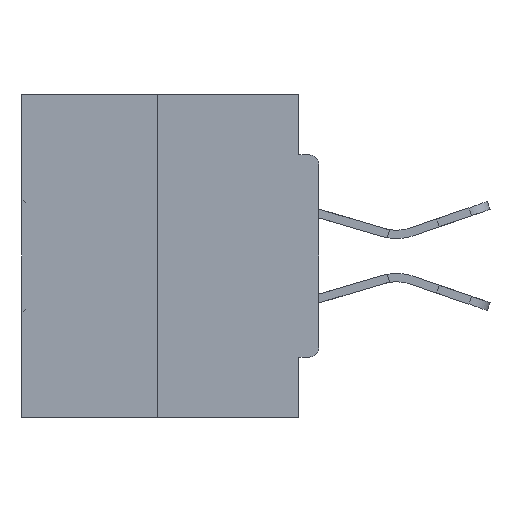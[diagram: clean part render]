
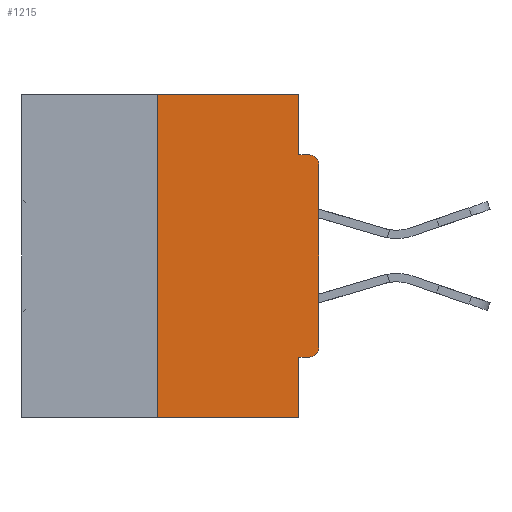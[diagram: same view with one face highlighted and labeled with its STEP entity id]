
A CAD part, left-side view. The second image highlights one B-rep face of the part: STEP entity #1215.
In plain terms, the highlighted planar face has unit normal (-1, 0, 0).
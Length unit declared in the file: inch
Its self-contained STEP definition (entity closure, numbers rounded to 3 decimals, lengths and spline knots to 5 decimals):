
#530 = EDGE_CURVE ( 'NONE', #34033, #25536, #4716, .T. ) ;
#588 = VERTEX_POINT ( 'NONE', #35863 ) ;
#1215 = ADVANCED_FACE ( 'NONE', ( #37055 ), #20466, .F. ) ;
#2158 = VECTOR ( 'NONE', #30390, 39.37008 ) ;
#2692 = EDGE_CURVE ( 'NONE', #32676, #26271, #42525, .T. ) ;
#2960 = CARTESIAN_POINT ( 'NONE',  ( 0., 0.031, 0. ) ) ;
#3250 = CARTESIAN_POINT ( 'NONE',  ( 0., 0.46, 0. ) ) ;
#3555 = DIRECTION ( 'NONE',  ( 0., 0., 1. ) ) ;
#4716 = LINE ( 'NONE', #27931, #42507 ) ;
#5020 = CARTESIAN_POINT ( 'NONE',  ( 0., 0.031, -0.0935 ) ) ;
#5107 = VECTOR ( 'NONE', #40735, 39.37008 ) ;
#6562 = DIRECTION ( 'NONE',  ( 0., 0., -1. ) ) ;
#6614 = LINE ( 'NONE', #16348, #18729 ) ;
#6923 = DIRECTION ( 'NONE',  ( 0., 0., -1. ) ) ;
#8060 = ORIENTED_EDGE ( 'NONE', *, *, #21340, .F. ) ;
#8495 = DIRECTION ( 'NONE',  ( 0., 0., -1. ) ) ;
#8642 = CIRCLE ( 'NONE', #37467, 0.015 ) ;
#8721 = LINE ( 'NONE', #31938, #32118 ) ;
#10409 = CARTESIAN_POINT ( 'NONE',  ( 0., 0., 0. ) ) ;
#10717 = LINE ( 'NONE', #30834, #2158 ) ;
#10888 = CARTESIAN_POINT ( 'NONE',  ( 0., 0.031, 0. ) ) ;
#11238 = EDGE_CURVE ( 'NONE', #11507, #19267, #8642, .T. ) ;
#11292 = CARTESIAN_POINT ( 'NONE',  ( 0., 0.031, -0.4065 ) ) ;
#11507 = VERTEX_POINT ( 'NONE', #16105 ) ;
#11714 = DIRECTION ( 'NONE',  ( 0., 0., -1. ) ) ;
#14437 = ORIENTED_EDGE ( 'NONE', *, *, #14589, .F. ) ;
#14589 = EDGE_CURVE ( 'NONE', #588, #34033, #22046, .T. ) ;
#14719 = ORIENTED_EDGE ( 'NONE', *, *, #11238, .T. ) ;
#15246 = DIRECTION ( 'NONE',  ( -1., 0., 0. ) ) ;
#15281 = EDGE_CURVE ( 'NONE', #17238, #34693, #36269, .T. ) ;
#16105 = CARTESIAN_POINT ( 'NONE',  ( 0., 0.015, -0.4065 ) ) ;
#16348 = CARTESIAN_POINT ( 'NONE',  ( 0., 0., -0.0935 ) ) ;
#16412 = EDGE_CURVE ( 'NONE', #11507, #32676, #8721, .T. ) ;
#16515 = DIRECTION ( 'NONE',  ( 1., 0., 0. ) ) ;
#17238 = VERTEX_POINT ( 'NONE', #35355 ) ;
#18430 = EDGE_CURVE ( 'NONE', #19267, #17238, #30513, .T. ) ;
#18729 = VECTOR ( 'NONE', #23634, 39.37008 ) ;
#19175 = EDGE_CURVE ( 'NONE', #25536, #27859, #40301, .T. ) ;
#19267 = VERTEX_POINT ( 'NONE', #39883 ) ;
#19428 = ORIENTED_EDGE ( 'NONE', *, *, #530, .F. ) ;
#20466 = PLANE ( 'NONE',  #21776 ) ;
#20640 = CARTESIAN_POINT ( 'NONE',  ( 0., 0.015, -0.0935 ) ) ;
#21340 = EDGE_CURVE ( 'NONE', #27859, #34693, #6614, .T. ) ;
#21661 = VECTOR ( 'NONE', #8495, 39.37008 ) ;
#21776 = AXIS2_PLACEMENT_3D ( 'NONE', #3250, #16515, #6562 ) ;
#21860 = ORIENTED_EDGE ( 'NONE', *, *, #16412, .F. ) ;
#22046 = LINE ( 'NONE', #31173, #32684 ) ;
#22528 = CARTESIAN_POINT ( 'NONE',  ( 0., 0.015, -0.3915 ) ) ;
#22539 = CARTESIAN_POINT ( 'NONE',  ( 0., 0.031, -0.5 ) ) ;
#23634 = DIRECTION ( 'NONE',  ( 0., -1., 0. ) ) ;
#25536 = VERTEX_POINT ( 'NONE', #10888 ) ;
#26271 = VERTEX_POINT ( 'NONE', #22539 ) ;
#27043 = DIRECTION ( 'NONE',  ( -1., 0., 0. ) ) ;
#27859 = VERTEX_POINT ( 'NONE', #5020 ) ;
#27931 = CARTESIAN_POINT ( 'NONE',  ( 0., 0.46, 0. ) ) ;
#28148 = EDGE_CURVE ( 'NONE', #588, #26271, #10717, .T. ) ;
#29073 = ORIENTED_EDGE ( 'NONE', *, *, #19175, .F. ) ;
#30390 = DIRECTION ( 'NONE',  ( 0., -1., 0. ) ) ;
#30513 = LINE ( 'NONE', #10409, #31192 ) ;
#30834 = CARTESIAN_POINT ( 'NONE',  ( 0., 0.46, -0.5 ) ) ;
#31173 = CARTESIAN_POINT ( 'NONE',  ( 0., 0.25, 0. ) ) ;
#31192 = VECTOR ( 'NONE', #3555, 39.37008 ) ;
#31248 = ORIENTED_EDGE ( 'NONE', *, *, #2692, .F. ) ;
#31419 = CARTESIAN_POINT ( 'NONE',  ( 0., 0.25, 0. ) ) ;
#31809 = ORIENTED_EDGE ( 'NONE', *, *, #28148, .T. ) ;
#31938 = CARTESIAN_POINT ( 'NONE',  ( 0., 0., -0.4065 ) ) ;
#32118 = VECTOR ( 'NONE', #38784, 39.37008 ) ;
#32380 = ORIENTED_EDGE ( 'NONE', *, *, #15281, .T. ) ;
#32676 = VERTEX_POINT ( 'NONE', #11292 ) ;
#32684 = VECTOR ( 'NONE', #34480, 39.37008 ) ;
#34033 = VERTEX_POINT ( 'NONE', #31419 ) ;
#34480 = DIRECTION ( 'NONE',  ( 0., 0., 1. ) ) ;
#34539 = DIRECTION ( 'NONE',  ( 0., -1., 0. ) ) ;
#34693 = VERTEX_POINT ( 'NONE', #20640 ) ;
#35355 = CARTESIAN_POINT ( 'NONE',  ( 0., 0., -0.1085 ) ) ;
#35863 = CARTESIAN_POINT ( 'NONE',  ( 0., 0.25, -0.5 ) ) ;
#35890 = CARTESIAN_POINT ( 'NONE',  ( 0., 0.031, -0.5 ) ) ;
#35916 = CARTESIAN_POINT ( 'NONE',  ( 0., 0.015, -0.1085 ) ) ;
#36269 = CIRCLE ( 'NONE', #42651, 0.015 ) ;
#37055 = FACE_OUTER_BOUND ( 'NONE', #42804, .T. ) ;
#37467 = AXIS2_PLACEMENT_3D ( 'NONE', #22528, #15246, #11714 ) ;
#38784 = DIRECTION ( 'NONE',  ( 0., 1., 0. ) ) ;
#39127 = ORIENTED_EDGE ( 'NONE', *, *, #18430, .T. ) ;
#39883 = CARTESIAN_POINT ( 'NONE',  ( 0., 0., -0.3915 ) ) ;
#40301 = LINE ( 'NONE', #2960, #5107 ) ;
#40735 = DIRECTION ( 'NONE',  ( 0., 0., -1. ) ) ;
#42507 = VECTOR ( 'NONE', #34539, 39.37008 ) ;
#42525 = LINE ( 'NONE', #35890, #21661 ) ;
#42651 = AXIS2_PLACEMENT_3D ( 'NONE', #35916, #27043, #6923 ) ;
#42804 = EDGE_LOOP ( 'NONE', ( #19428, #14437, #31809, #31248, #21860, #14719, #39127, #32380, #8060, #29073 ) ) ;
